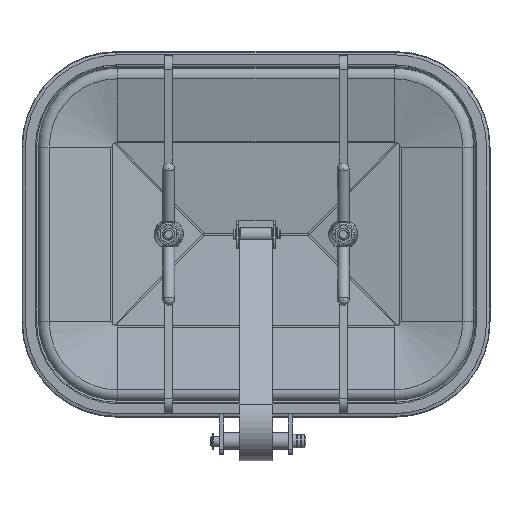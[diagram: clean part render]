
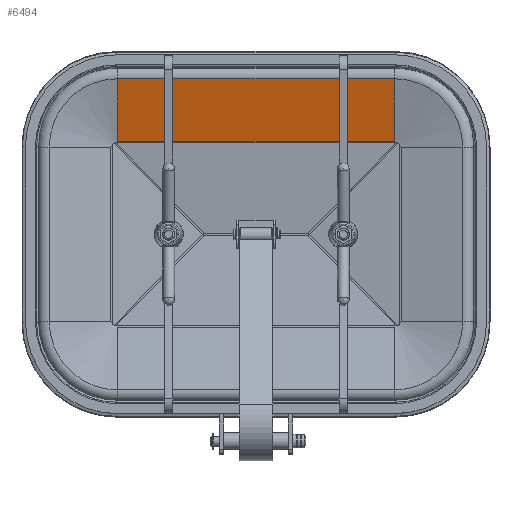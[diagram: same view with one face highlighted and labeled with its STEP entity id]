
A CAD part, top view. The second image highlights one B-rep face of the part: STEP entity #6494.
In plain terms, the highlighted face is planar.
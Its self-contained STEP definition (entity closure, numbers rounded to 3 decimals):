
#1411=ORIENTED_EDGE('',*,*,#2983,.T.);
#1412=ORIENTED_EDGE('',*,*,#2963,.T.);
#1413=ORIENTED_EDGE('',*,*,#2985,.F.);
#1414=ORIENTED_EDGE('',*,*,#2986,.F.);
#2963=EDGE_CURVE('',#3786,#3787,#4365,.T.);
#2983=EDGE_CURVE('',#3800,#3786,#4376,.F.);
#2985=EDGE_CURVE('',#3801,#3787,#4377,.F.);
#2986=EDGE_CURVE('',#3800,#3801,#4378,.F.);
#3786=VERTEX_POINT('',#11036);
#3787=VERTEX_POINT('',#11053);
#3800=VERTEX_POINT('',#11172);
#3801=VERTEX_POINT('',#11176);
#4365=LINE('',#11054,#4841);
#4376=LINE('',#11171,#4852);
#4377=LINE('',#11175,#4853);
#4378=LINE('',#11177,#4854);
#4841=VECTOR('',#8454,1000.);
#4852=VECTOR('',#8489,1000.);
#4853=VECTOR('',#8494,1000.);
#4854=VECTOR('',#8495,1000.);
#5276=EDGE_LOOP('',(#1411,#1412,#1413,#1414));
#5800=FACE_BOUND('',#5276,.T.);
#6261=PLANE('',#7269);
#6494=ADVANCED_FACE('',(#5800),#6261,.T.);
#7269=AXIS2_PLACEMENT_3D('',#11174,#8492,#8493);
#8454=DIRECTION('',(-1.,0.,0.));
#8489=DIRECTION('',(0.,0.966,-0.257));
#8492=DIRECTION('',(0.,-0.257,-0.966));
#8493=DIRECTION('',(0.,0.966,-0.257));
#8494=DIRECTION('',(0.,0.966,-0.257));
#8495=DIRECTION('',(1.,0.,0.));
#11036=CARTESIAN_POINT('',(166.5,111.755,26.911));
#11053=CARTESIAN_POINT('',(-166.5,111.755,26.911));
#11054=CARTESIAN_POINT('',(166.5,111.755,26.911));
#11171=CARTESIAN_POINT('',(166.5,187.171,6.844));
#11172=CARTESIAN_POINT('',(166.5,187.171,6.844));
#11174=CARTESIAN_POINT('',(166.5,187.171,6.844));
#11175=CARTESIAN_POINT('',(-166.5,187.171,6.844));
#11176=CARTESIAN_POINT('',(-166.5,187.171,6.844));
#11177=CARTESIAN_POINT('',(166.5,187.171,6.844));
